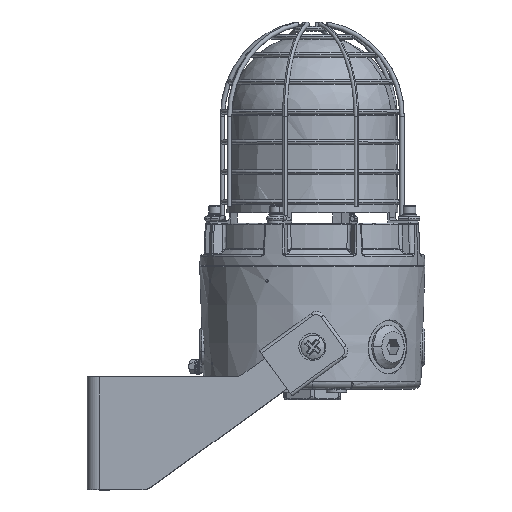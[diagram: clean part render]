
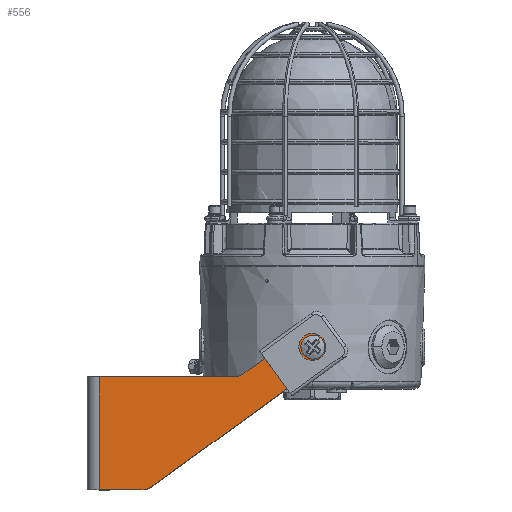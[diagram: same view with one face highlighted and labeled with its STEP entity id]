
A CAD part, top view. The second image highlights one B-rep face of the part: STEP entity #556.
In plain terms, the highlighted face is planar.
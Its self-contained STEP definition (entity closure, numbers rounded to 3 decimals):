
#556 = ADVANCED_FACE ( 'NONE', ( #51027, #25438 ), #25370, .F. ) ;
#661 = ORIENTED_EDGE ( 'NONE', *, *, #8642, .T. ) ;
#982 = VERTEX_POINT ( 'NONE', #5056 ) ;
#2116 = LINE ( 'NONE', #23214, #13322 ) ;
#2870 = DIRECTION ( 'NONE',  ( 1., 0., 0. ) ) ;
#4426 = DIRECTION ( 'NONE',  ( 0., 0., 1. ) ) ;
#4586 = LINE ( 'NONE', #35239, #54227 ) ;
#5056 = CARTESIAN_POINT ( 'NONE',  ( 90.5, -54.845, 166.762 ) ) ;
#5357 = VERTEX_POINT ( 'NONE', #48447 ) ;
#5584 = CIRCLE ( 'NONE', #61623, 10. ) ;
#6411 = ORIENTED_EDGE ( 'NONE', *, *, #36825, .F. ) ;
#6490 = DIRECTION ( 'NONE',  ( 0., 0., -1. ) ) ;
#7158 = CARTESIAN_POINT ( 'NONE',  ( 90.5, -47.5, 97.957 ) ) ;
#7257 = DIRECTION ( 'NONE',  ( -1., 0., 0. ) ) ;
#7442 = VERTEX_POINT ( 'NONE', #51198 ) ;
#7451 = ORIENTED_EDGE ( 'NONE', *, *, #34848, .T. ) ;
#7841 = CARTESIAN_POINT ( 'NONE',  ( 90.5, 37.5, 3. ) ) ;
#7862 = CARTESIAN_POINT ( 'NONE',  ( 90.5, -54.147, 166.651 ) ) ;
#8642 = EDGE_CURVE ( 'NONE', #49947, #7442, #20120, .T. ) ;
#8665 = CARTESIAN_POINT ( 'NONE',  ( 90.5, 37.5, 37.261 ) ) ;
#9738 = CARTESIAN_POINT ( 'NONE',  ( 90.5, -37.5, 97.957 ) ) ;
#11255 = DIRECTION ( 'NONE',  ( 0., -0.588, 0.809 ) ) ;
#11567 = ORIENTED_EDGE ( 'NONE', *, *, #13803, .T. ) ;
#11953 = DIRECTION ( 'NONE',  ( 0., 0., 1. ) ) ;
#13322 = VECTOR ( 'NONE', #28056, 1000. ) ;
#13656 = EDGE_LOOP ( 'NONE', ( #23520, #45040 ) ) ;
#13803 = EDGE_CURVE ( 'NONE', #39374, #982, #19866, .T. ) ;
#13944 = ORIENTED_EDGE ( 'NONE', *, *, #46245, .T. ) ;
#14517 = DIRECTION ( 'NONE',  ( 0., 1., 0. ) ) ;
#14572 = VERTEX_POINT ( 'NONE', #19973 ) ;
#14983 = CARTESIAN_POINT ( 'NONE',  ( 90.5, 35.59, 43.139 ) ) ;
#14984 = AXIS2_PLACEMENT_3D ( 'NONE', #56765, #27932, #61573 ) ;
#16669 = AXIS2_PLACEMENT_3D ( 'NONE', #31603, #2870, #36468 ) ;
#17192 = CARTESIAN_POINT ( 'NONE',  ( 90.5, -74.666, 152.361 ) ) ;
#18910 = LINE ( 'NONE', #59250, #30183 ) ;
#19059 = CARTESIAN_POINT ( 'NONE',  ( 90.5, -74.372, 151.956 ) ) ;
#19209 = LINE ( 'NONE', #48245, #44774 ) ;
#19845 = EDGE_CURVE ( 'NONE', #982, #23329, #2116, .T. ) ;
#19866 = CIRCLE ( 'NONE', #20499, 0.5 ) ;
#19973 = CARTESIAN_POINT ( 'NONE',  ( 90.5, -61.75, 150. ) ) ;
#20004 = VERTEX_POINT ( 'NONE', #9738 ) ;
#20120 = LINE ( 'NONE', #43297, #31362 ) ;
#20499 = AXIS2_PLACEMENT_3D ( 'NONE', #62003, #33174, #4426 ) ;
#21730 = VECTOR ( 'NONE', #26861, 1000. ) ;
#22339 = CARTESIAN_POINT ( 'NONE',  ( 90.5, -73.968, 152.25 ) ) ;
#23214 = CARTESIAN_POINT ( 'NONE',  ( 90.5, -74.666, 152.361 ) ) ;
#23329 = VERTEX_POINT ( 'NONE', #42779 ) ;
#23520 = ORIENTED_EDGE ( 'NONE', *, *, #36524, .F. ) ;
#25359 = DIRECTION ( 'NONE',  ( 1., 0., 0. ) ) ;
#25370 = PLANE ( 'NONE',  #59115 ) ;
#25438 = FACE_BOUND ( 'NONE', #13656, .T. ) ;
#25964 = ORIENTED_EDGE ( 'NONE', *, *, #19845, .T. ) ;
#26861 = DIRECTION ( 'NONE',  ( 0., 0.588, -0.809 ) ) ;
#27187 = DIRECTION ( 'NONE',  ( 0., 0., 1. ) ) ;
#27806 = CIRCLE ( 'NONE', #40678, 0.5 ) ;
#27932 = DIRECTION ( 'NONE',  ( 1., 0., 0. ) ) ;
#28056 = DIRECTION ( 'NONE',  ( 0., -0.809, -0.588 ) ) ;
#30183 = VECTOR ( 'NONE', #6490, 1000. ) ;
#30959 = CIRCLE ( 'NONE', #14984, 4.25 ) ;
#31362 = VECTOR ( 'NONE', #14517, 1000. ) ;
#31603 = CARTESIAN_POINT ( 'NONE',  ( 90.5, -57.5, 150. ) ) ;
#32108 = CIRCLE ( 'NONE', #16669, 4.25 ) ;
#33174 = DIRECTION ( 'NONE',  ( 1., 0., 0. ) ) ;
#34319 = CIRCLE ( 'NONE', #61610, 10. ) ;
#34848 = EDGE_CURVE ( 'NONE', #23329, #51591, #27806, .T. ) ;
#35239 = CARTESIAN_POINT ( 'NONE',  ( 90.5, -54.441, 167.056 ) ) ;
#36468 = DIRECTION ( 'NONE',  ( 0., 1., 0. ) ) ;
#36524 = EDGE_CURVE ( 'NONE', #58999, #14572, #30959, .T. ) ;
#36825 = EDGE_CURVE ( 'NONE', #46991, #7442, #18910, .T. ) ;
#38065 = DIRECTION ( 'NONE',  ( 0., 0., 1. ) ) ;
#38646 = ORIENTED_EDGE ( 'NONE', *, *, #56061, .T. ) ;
#38752 = ORIENTED_EDGE ( 'NONE', *, *, #53944, .T. ) ;
#39374 = VERTEX_POINT ( 'NONE', #7862 ) ;
#40678 = AXIS2_PLACEMENT_3D ( 'NONE', #22339, #56009, #27187 ) ;
#40739 = DIRECTION ( 'NONE',  ( -1., 0., 0. ) ) ;
#40778 = ORIENTED_EDGE ( 'NONE', *, *, #61270, .T. ) ;
#41637 = EDGE_CURVE ( 'NONE', #20004, #49947, #19209, .T. ) ;
#42779 = CARTESIAN_POINT ( 'NONE',  ( 90.5, -74.262, 152.655 ) ) ;
#43297 = CARTESIAN_POINT ( 'NONE',  ( 90.5, 37.5, 8. ) ) ;
#44774 = VECTOR ( 'NONE', #48040, 1000. ) ;
#45040 = ORIENTED_EDGE ( 'NONE', *, *, #49311, .F. ) ;
#46245 = EDGE_CURVE ( 'NONE', #46991, #61608, #5584, .T. ) ;
#46991 = VERTEX_POINT ( 'NONE', #8665 ) ;
#48040 = DIRECTION ( 'NONE',  ( 0., 0., -1. ) ) ;
#48245 = CARTESIAN_POINT ( 'NONE',  ( 90.5, -37.5, 3. ) ) ;
#48447 = CARTESIAN_POINT ( 'NONE',  ( 90.5, -39.41, 103.835 ) ) ;
#49004 = CARTESIAN_POINT ( 'NONE',  ( 90.5, -53.25, 150. ) ) ;
#49311 = EDGE_CURVE ( 'NONE', #14572, #58999, #32108, .T. ) ;
#49947 = VERTEX_POINT ( 'NONE', #50122 ) ;
#50122 = CARTESIAN_POINT ( 'NONE',  ( 90.5, -37.5, 8. ) ) ;
#51027 = FACE_OUTER_BOUND ( 'NONE', #61071, .T. ) ;
#51198 = CARTESIAN_POINT ( 'NONE',  ( 90.5, 37.5, 8. ) ) ;
#51591 = VERTEX_POINT ( 'NONE', #19059 ) ;
#53944 = EDGE_CURVE ( 'NONE', #51591, #5357, #60124, .T. ) ;
#54191 = CARTESIAN_POINT ( 'NONE',  ( 90.5, 27.5, 37.261 ) ) ;
#54227 = VECTOR ( 'NONE', #11255, 1000. ) ;
#56009 = DIRECTION ( 'NONE',  ( 1., 0., 0. ) ) ;
#56061 = EDGE_CURVE ( 'NONE', #5357, #20004, #34319, .T. ) ;
#56765 = CARTESIAN_POINT ( 'NONE',  ( 90.5, -57.5, 150. ) ) ;
#58999 = VERTEX_POINT ( 'NONE', #49004 ) ;
#59040 = DIRECTION ( 'NONE',  ( 0., 0., 1. ) ) ;
#59115 = AXIS2_PLACEMENT_3D ( 'NONE', #7841, #7257, #38065 ) ;
#59250 = CARTESIAN_POINT ( 'NONE',  ( 90.5, 37.5, 3. ) ) ;
#60124 = LINE ( 'NONE', #17192, #21730 ) ;
#61071 = EDGE_LOOP ( 'NONE', ( #6411, #13944, #40778, #11567, #25964, #7451, #38752, #38646, #62327, #661 ) ) ;
#61270 = EDGE_CURVE ( 'NONE', #61608, #39374, #4586, .T. ) ;
#61573 = DIRECTION ( 'NONE',  ( 0., 1., 0. ) ) ;
#61608 = VERTEX_POINT ( 'NONE', #14983 ) ;
#61610 = AXIS2_PLACEMENT_3D ( 'NONE', #7158, #40739, #11953 ) ;
#61623 = AXIS2_PLACEMENT_3D ( 'NONE', #54191, #25359, #59040 ) ;
#62003 = CARTESIAN_POINT ( 'NONE',  ( 90.5, -54.551, 166.357 ) ) ;
#62327 = ORIENTED_EDGE ( 'NONE', *, *, #41637, .T. ) ;
